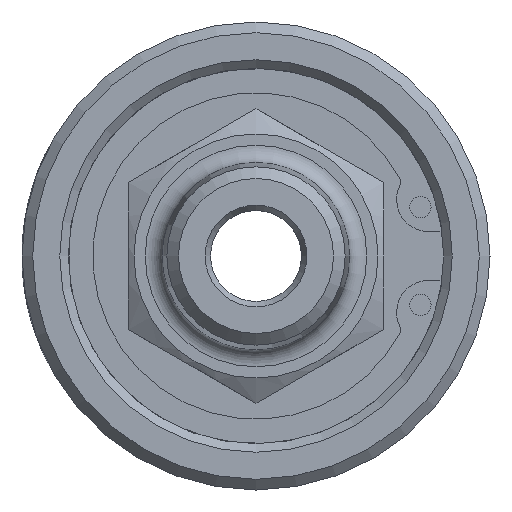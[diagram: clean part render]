
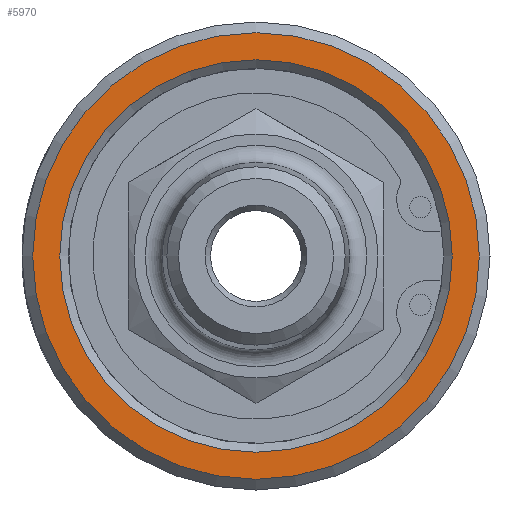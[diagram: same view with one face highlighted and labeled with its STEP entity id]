
A CAD part, left-side view. The second image highlights one B-rep face of the part: STEP entity #5970.
In plain terms, the highlighted planar face has unit normal (-1, 0, 0).
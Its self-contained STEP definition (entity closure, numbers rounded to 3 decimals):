
#1295=FACE_BOUND('',#1857,.T.);
#1355=PLANE('',#6423);
#1496=FACE_OUTER_BOUND('',#1856,.T.);
#1856=EDGE_LOOP('',(#4234));
#1857=EDGE_LOOP('',(#4235));
#2271=CIRCLE('',#6422,18.34);
#2272=CIRCLE('',#6424,20.87);
#2529=VERTEX_POINT('',#8360);
#2530=VERTEX_POINT('',#8364);
#3193=EDGE_CURVE('',#2529,#2529,#2271,.T.);
#3194=EDGE_CURVE('',#2530,#2530,#2272,.T.);
#4234=ORIENTED_EDGE('',*,*,#3194,.F.);
#4235=ORIENTED_EDGE('',*,*,#3193,.F.);
#5970=ADVANCED_FACE('',(#1496,#1295),#1355,.T.);
#6422=AXIS2_PLACEMENT_3D('',#8362,#7067,#7068);
#6423=AXIS2_PLACEMENT_3D('',#8363,#7069,#7070);
#6424=AXIS2_PLACEMENT_3D('',#8365,#7071,#7072);
#7067=DIRECTION('center_axis',(-1.,0.,0.));
#7068=DIRECTION('ref_axis',(0.,-1.,0.));
#7069=DIRECTION('center_axis',(-1.,0.,0.));
#7070=DIRECTION('ref_axis',(0.,0.,1.));
#7071=DIRECTION('center_axis',(1.,0.,0.));
#7072=DIRECTION('ref_axis',(0.,-1.,0.));
#8360=CARTESIAN_POINT('',(0.,18.34,0.));
#8362=CARTESIAN_POINT('Origin',(0.,0.,0.));
#8363=CARTESIAN_POINT('Origin',(0.,10.935,0.));
#8364=CARTESIAN_POINT('',(0.,20.87,0.));
#8365=CARTESIAN_POINT('Origin',(0.,0.,0.));
